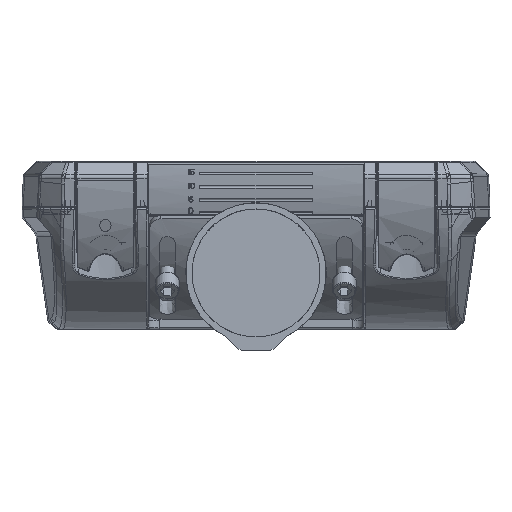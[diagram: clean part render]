
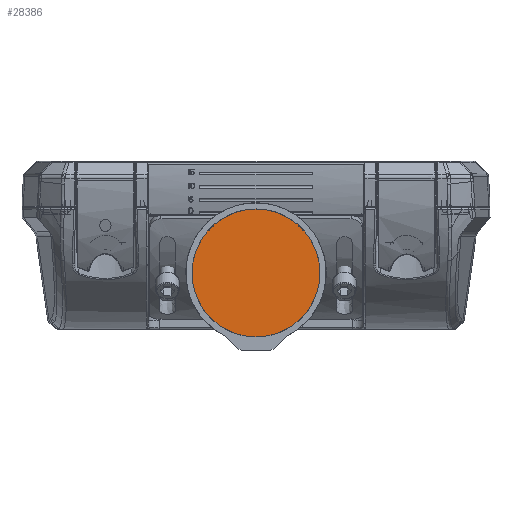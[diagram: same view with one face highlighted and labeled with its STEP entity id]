
A CAD part, front view. The second image highlights one B-rep face of the part: STEP entity #28386.
In plain terms, the highlighted planar face has unit normal (0, -1, 0).
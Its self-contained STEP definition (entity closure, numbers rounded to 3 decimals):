
#6054 = AXIS2_PLACEMENT_3D ( 'NONE', #97686, #98308, #42444 ) ;
#7942 = CARTESIAN_POINT ( 'NONE',  ( 0., 103.2, 34.195 ) ) ;
#27245 = AXIS2_PLACEMENT_3D ( 'NONE', #102194, #92385, #110816 ) ;
#28386 = ADVANCED_FACE ( 'NONE', ( #33843 ), #32606, .T. ) ;
#32606 = PLANE ( 'NONE',  #6054 ) ;
#33843 = FACE_OUTER_BOUND ( 'NONE', #96895, .T. ) ;
#41945 = EDGE_CURVE ( 'NONE', #62620, #62620, #78191, .T. ) ;
#42444 = DIRECTION ( 'NONE',  ( 0., 0., -1. ) ) ;
#62620 = VERTEX_POINT ( 'NONE', #7942 ) ;
#78191 = CIRCLE ( 'NONE', #27245, 34.195 ) ;
#92385 = DIRECTION ( 'NONE',  ( 0., -1., 0. ) ) ;
#96895 = EDGE_LOOP ( 'NONE', ( #108638 ) ) ;
#97686 = CARTESIAN_POINT ( 'NONE',  ( 0., 103.2, 0. ) ) ;
#98308 = DIRECTION ( 'NONE',  ( 0., -1., 0. ) ) ;
#102194 = CARTESIAN_POINT ( 'NONE',  ( 0., 103.2, 0. ) ) ;
#108638 = ORIENTED_EDGE ( 'NONE', *, *, #41945, .T. ) ;
#110816 = DIRECTION ( 'NONE',  ( 0., 0., 1. ) ) ;
